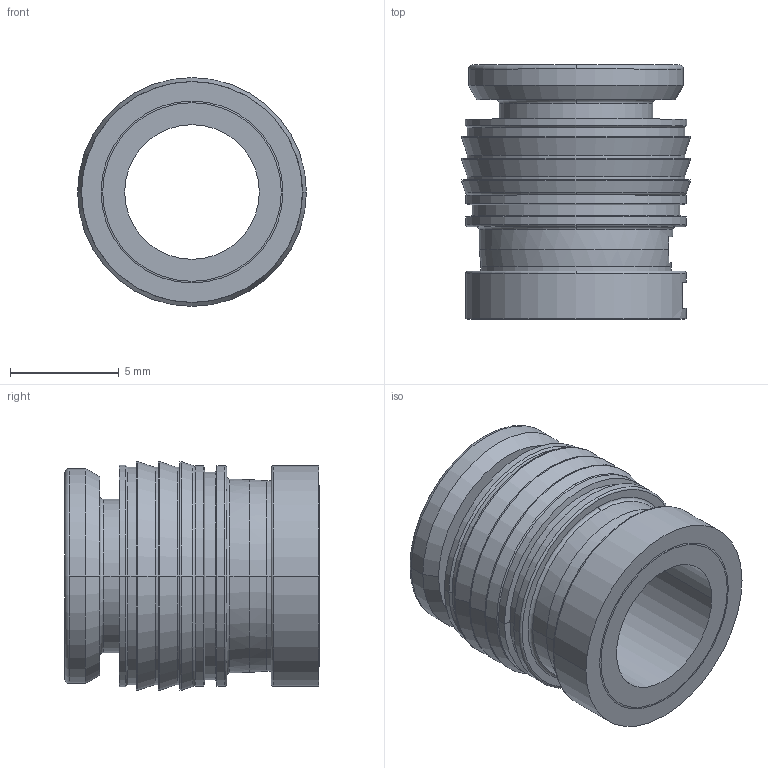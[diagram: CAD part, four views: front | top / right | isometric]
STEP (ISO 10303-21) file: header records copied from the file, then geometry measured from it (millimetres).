
FILE_DESCRIPTION(('STEP AP214'),'1');
FILE_NAME('3100_06_00.stp','2016-07-07T14:13:07',('TraceParts'),('TraceParts S.A.'),'Spatial InterOp 3D',' ',' ');
FILE_SCHEMA(('automotive_design'));
Length unit declared in the file: millimetre
Products named in the file (1): 1
Bounding box: 10.53 x 11.71 x 10.53 mm (x, y, z)
Volume: 505.3 mm3; surface area: 837.1 mm2
Topology: 1 solids, 1 shells, 80 faces, 188 edges, 118 vertices
Faces by surface type: cylinder 32, cone 16, plane 16, torus 14, revolution 2
Entity records: 2364 total; most frequent: DIRECTION 473, CARTESIAN_POINT 395, ORIENTED_EDGE 376, AXIS2_PLACEMENT_3D 206, EDGE_CURVE 188, CIRCLE 127, VERTEX_POINT 118, EDGE_LOOP 90
